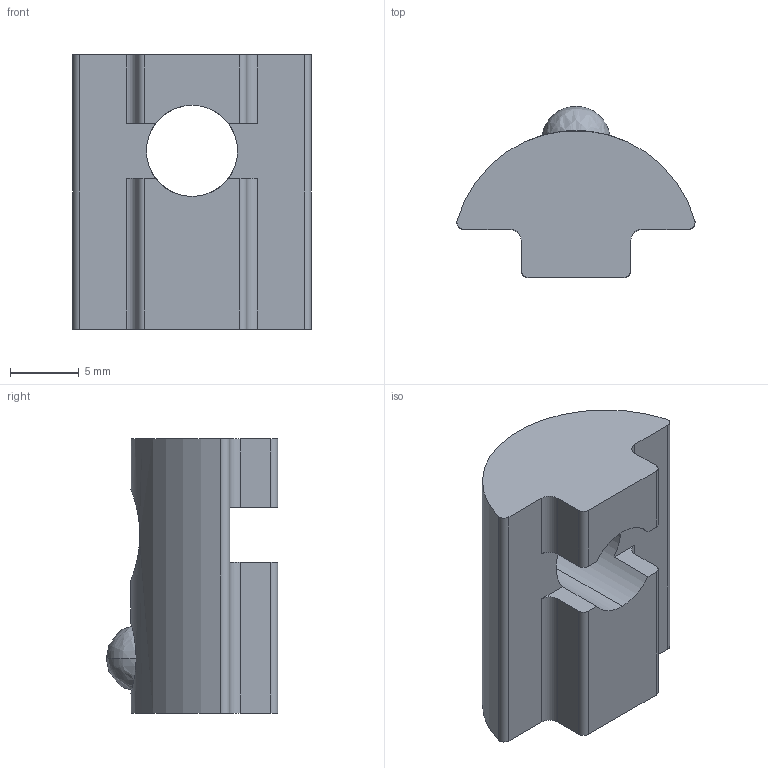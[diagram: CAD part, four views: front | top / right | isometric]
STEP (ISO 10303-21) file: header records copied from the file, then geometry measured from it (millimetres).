
FILE_DESCRIPTION (( 'STEP AP214' ), '1' );
FILE_NAME ('SV2003V.STEP', '2021-10-21T11:17:06', ( '' ), ( '' ), 'SwSTEP 2.0', 'SolidWorks 2021', '' );
FILE_SCHEMA (( 'AUTOMOTIVE_DESIGN' ));
Length unit declared in the file: millimetre
Products named in the file (1): SV2003V
Bounding box: 17.36 x 12.5 x 20 mm (x, y, z)
Volume: 1998.9 mm3; surface area: 1576.6 mm2
Topology: 3 solids, 3 shells, 38 faces, 103 edges, 65 vertices
Faces by surface type: cylinder 16, plane 16, bspline 4, cone 2
Entity records: 3069 total; most frequent: CARTESIAN_POINT 1667, ORIENTED_EDGE 194, DIRECTION 191, EDGE_CURVE 97, AXIS2_PLACEMENT_3D 69, VERTEX_POINT 65, VECTOR 53, LINE 53
